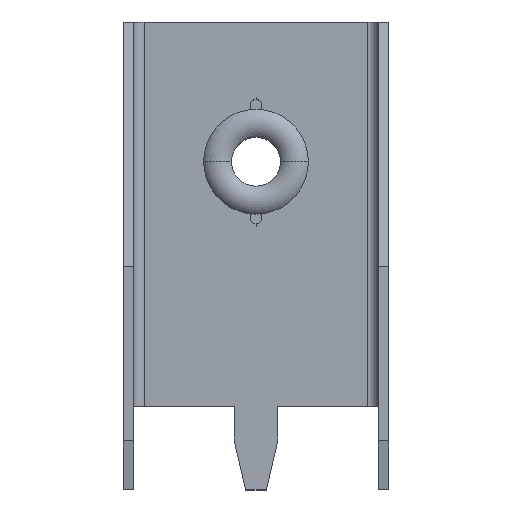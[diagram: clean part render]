
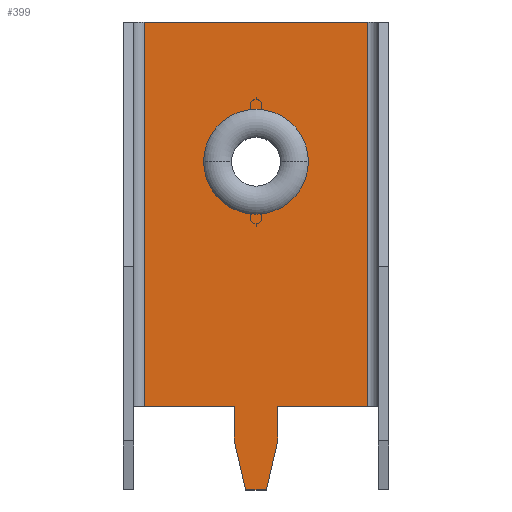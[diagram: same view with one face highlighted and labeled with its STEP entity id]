
A CAD part, top view. The second image highlights one B-rep face of the part: STEP entity #399.
In plain terms, the highlighted planar face has unit normal (0, 0, 1).
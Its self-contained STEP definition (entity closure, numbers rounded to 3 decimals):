
#358 = ORIENTED_EDGE ( 'NONE', *, *, #359, .F. ) ;
#359 = EDGE_CURVE ( 'NONE', #360, #417, #1879, .T. ) ;
#360 = VERTEX_POINT ( 'NONE', #1875 ) ;
#361 = ORIENTED_EDGE ( 'NONE', *, *, #362, .F. ) ;
#362 = EDGE_CURVE ( 'NONE', #363, #360, #1874, .T. ) ;
#363 = VERTEX_POINT ( 'NONE', #1870 ) ;
#364 = ORIENTED_EDGE ( 'NONE', *, *, #365, .F. ) ;
#365 = EDGE_CURVE ( 'NONE', #366, #363, #1869, .T. ) ;
#366 = VERTEX_POINT ( 'NONE', #1929 ) ;
#367 = ORIENTED_EDGE ( 'NONE', *, *, #368, .T. ) ;
#368 = EDGE_CURVE ( 'NONE', #366, #369, #1928, .T. ) ;
#369 = VERTEX_POINT ( 'NONE', #1924 ) ;
#370 = ORIENTED_EDGE ( 'NONE', *, *, #371, .T. ) ;
#371 = EDGE_CURVE ( 'NONE', #369, #372, #1923, .T. ) ;
#372 = VERTEX_POINT ( 'NONE', #1919 ) ;
#373 = ORIENTED_EDGE ( 'NONE', *, *, #374, .F. ) ;
#374 = EDGE_CURVE ( 'NONE', #408, #372, #1918, .T. ) ;
#393 = VERTEX_POINT ( 'NONE', #1946 ) ;
#394 = VERTEX_POINT ( 'NONE', #1945 ) ;
#396 = EDGE_CURVE ( 'NONE', #393, #394, #1943, .T. ) ;
#399 = ADVANCED_FACE ( 'NONE', ( #1932, #1934 ), #1994, .T. ) ;
#400 = EDGE_LOOP ( 'NONE', ( #401, #403 ) ) ;
#401 = ORIENTED_EDGE ( 'NONE', *, *, #402, .F. ) ;
#402 = EDGE_CURVE ( 'NONE', #394, #393, #1989, .T. ) ;
#403 = ORIENTED_EDGE ( 'NONE', *, *, #396, .F. ) ;
#404 = EDGE_LOOP ( 'NONE', ( #405, #409, #412, #415, #358, #361, #364, #367, #370, #373 ) ) ;
#405 = ORIENTED_EDGE ( 'NONE', *, *, #406, .F. ) ;
#406 = EDGE_CURVE ( 'NONE', #407, #408, #1985, .T. ) ;
#407 = VERTEX_POINT ( 'NONE', #1981 ) ;
#408 = VERTEX_POINT ( 'NONE', #1980 ) ;
#409 = ORIENTED_EDGE ( 'NONE', *, *, #410, .F. ) ;
#410 = EDGE_CURVE ( 'NONE', #411, #407, #1979, .T. ) ;
#411 = VERTEX_POINT ( 'NONE', #1975 ) ;
#412 = ORIENTED_EDGE ( 'NONE', *, *, #413, .F. ) ;
#413 = EDGE_CURVE ( 'NONE', #414, #411, #1974, .T. ) ;
#414 = VERTEX_POINT ( 'NONE', #1970 ) ;
#415 = ORIENTED_EDGE ( 'NONE', *, *, #416, .F. ) ;
#416 = EDGE_CURVE ( 'NONE', #417, #414, #1969, .T. ) ;
#417 = VERTEX_POINT ( 'NONE', #1965 ) ;
#1868 = CARTESIAN_POINT ( 'NONE',  ( 7.487, 7.774, -2.907 ) ) ;
#1869 = LINE ( 'NONE', #1868, #1931 ) ;
#1870 = CARTESIAN_POINT ( 'NONE',  ( 7.487, -6.196, -2.907 ) ) ;
#1871 = DIRECTION ( 'NONE',  ( -1., 0., 0. ) ) ;
#1872 = VECTOR ( 'NONE', #1871, 1000. ) ;
#1873 = CARTESIAN_POINT ( 'NONE',  ( -0.641, -6.196, -2.907 ) ) ;
#1874 = LINE ( 'NONE', #1873, #1872 ) ;
#1875 = CARTESIAN_POINT ( 'NONE',  ( 4.21, -6.196, -2.907 ) ) ;
#1876 = DIRECTION ( 'NONE',  ( 0., -1., 0. ) ) ;
#1877 = VECTOR ( 'NONE', #1876, 1000. ) ;
#1878 = CARTESIAN_POINT ( 'NONE',  ( 4.21, 7.774, -2.907 ) ) ;
#1879 = LINE ( 'NONE', #1878, #1877 ) ;
#1915 = DIRECTION ( 'NONE',  ( -1., 0., 0. ) ) ;
#1916 = VECTOR ( 'NONE', #1915, 1000. ) ;
#1917 = CARTESIAN_POINT ( 'NONE',  ( 2.635, -6.196, -2.907 ) ) ;
#1918 = LINE ( 'NONE', #1917, #1916 ) ;
#1919 = CARTESIAN_POINT ( 'NONE',  ( -0.641, -6.196, -2.907 ) ) ;
#1920 = DIRECTION ( 'NONE',  ( 0., -1., 0. ) ) ;
#1921 = VECTOR ( 'NONE', #1920, 1000. ) ;
#1922 = CARTESIAN_POINT ( 'NONE',  ( -0.641, 7.774, -2.907 ) ) ;
#1923 = LINE ( 'NONE', #1922, #1921 ) ;
#1924 = CARTESIAN_POINT ( 'NONE',  ( -0.641, 7.774, -2.907 ) ) ;
#1925 = DIRECTION ( 'NONE',  ( -1., 0., 0. ) ) ;
#1926 = VECTOR ( 'NONE', #1925, 1000. ) ;
#1927 = CARTESIAN_POINT ( 'NONE',  ( -0.641, 7.774, -2.907 ) ) ;
#1928 = LINE ( 'NONE', #1927, #1926 ) ;
#1929 = CARTESIAN_POINT ( 'NONE',  ( 7.487, 7.774, -2.907 ) ) ;
#1930 = DIRECTION ( 'NONE',  ( 0., -1., 0. ) ) ;
#1931 = VECTOR ( 'NONE', #1930, 1000. ) ;
#1932 = FACE_BOUND ( 'NONE', #400, .T. ) ;
#1934 = FACE_OUTER_BOUND ( 'NONE', #404, .T. ) ;
#1939 = DIRECTION ( 'NONE',  ( 1., 0., 0. ) ) ;
#1940 = DIRECTION ( 'NONE',  ( 0., 0., 1. ) ) ;
#1941 = CARTESIAN_POINT ( 'NONE',  ( 3.423, 2.694, -2.907 ) ) ;
#1942 = AXIS2_PLACEMENT_3D ( 'NONE', #1941, #1940, #1939 ) ;
#1943 = CIRCLE ( 'NONE', #1942, 1.27 ) ;
#1945 = CARTESIAN_POINT ( 'NONE',  ( 4.693, 2.694, -2.907 ) ) ;
#1946 = CARTESIAN_POINT ( 'NONE',  ( 2.153, 2.694, -2.907 ) ) ;
#1965 = CARTESIAN_POINT ( 'NONE',  ( 4.21, -7.466, -2.907 ) ) ;
#1966 = DIRECTION ( 'NONE',  ( -0.223, -0.975, 0. ) ) ;
#1967 = VECTOR ( 'NONE', #1966, 1000. ) ;
#1968 = CARTESIAN_POINT ( 'NONE',  ( 7.28, 5.963, -2.907 ) ) ;
#1969 = LINE ( 'NONE', #1968, #1967 ) ;
#1970 = CARTESIAN_POINT ( 'NONE',  ( 3.804, -9.244, -2.907 ) ) ;
#1971 = DIRECTION ( 'NONE',  ( -1., 0., 0. ) ) ;
#1972 = VECTOR ( 'NONE', #1971, 1000. ) ;
#1973 = CARTESIAN_POINT ( 'NONE',  ( -0.641, -9.244, -2.907 ) ) ;
#1974 = LINE ( 'NONE', #1973, #1972 ) ;
#1975 = CARTESIAN_POINT ( 'NONE',  ( 3.042, -9.244, -2.907 ) ) ;
#1976 = DIRECTION ( 'NONE',  ( -0.223, 0.975, 0. ) ) ;
#1977 = VECTOR ( 'NONE', #1976, 1000. ) ;
#1978 = CARTESIAN_POINT ( 'NONE',  ( 3.042, -9.244, -2.907 ) ) ;
#1979 = LINE ( 'NONE', #1978, #1977 ) ;
#1980 = CARTESIAN_POINT ( 'NONE',  ( 2.635, -6.196, -2.907 ) ) ;
#1981 = CARTESIAN_POINT ( 'NONE',  ( 2.635, -7.466, -2.907 ) ) ;
#1982 = DIRECTION ( 'NONE',  ( 0., 1., 0. ) ) ;
#1983 = VECTOR ( 'NONE', #1982, 1000. ) ;
#1984 = CARTESIAN_POINT ( 'NONE',  ( 2.635, -7.466, -2.907 ) ) ;
#1985 = LINE ( 'NONE', #1984, #1983 ) ;
#1986 = DIRECTION ( 'NONE',  ( 1., 0., 0. ) ) ;
#1987 = DIRECTION ( 'NONE',  ( 0., 0., 1. ) ) ;
#1988 = AXIS2_PLACEMENT_3D ( 'NONE', #1995, #1987, #1986 ) ;
#1989 = CIRCLE ( 'NONE', #1988, 1.27 ) ;
#1990 = DIRECTION ( 'NONE',  ( 1., 0., 0. ) ) ;
#1991 = DIRECTION ( 'NONE',  ( 0., 0., 1. ) ) ;
#1992 = CARTESIAN_POINT ( 'NONE',  ( -0.641, 7.774, -2.907 ) ) ;
#1993 = AXIS2_PLACEMENT_3D ( 'NONE', #1992, #1991, #1990 ) ;
#1994 = PLANE ( 'NONE',  #1993 ) ;
#1995 = CARTESIAN_POINT ( 'NONE',  ( 3.423, 2.694, -2.907 ) ) ;
